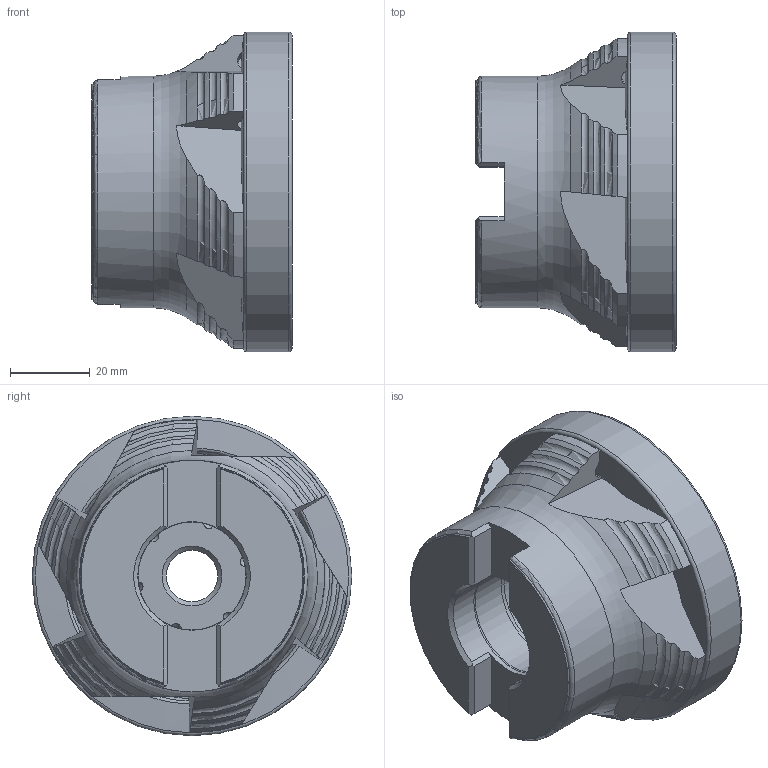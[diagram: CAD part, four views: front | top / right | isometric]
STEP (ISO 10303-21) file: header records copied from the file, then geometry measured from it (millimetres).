
FILE_DESCRIPTION (( 'STEP AP214' ), '1' );
FILE_NAME ('90PP-080-77-6.STEP', '2015-04-22T07:20:16', ( '' ), ( '' ), 'SwSTEP 2.0', 'SolidWorks 2015', '' );
FILE_SCHEMA (( 'AUTOMOTIVE_DESIGN' ));
Length unit declared in the file: millimetre
Products named in the file (1): 90PP-080-77-6
Bounding box: 50.14 x 80.02 x 80.02 mm (x, y, z)
Volume: 145823.1 mm3; surface area: 24885 mm2
Topology: 1 solids, 1 shells, 178 faces, 539 edges, 352 vertices
Faces by surface type: cone 68, plane 53, torus 32, cylinder 25
Full cylindrical faces by diameter (mm): 3 x6, 13 x1, 18.5 x1, 27 x1, 27.15 x1, 27.3 x1, 58 x1, 62.894 x1
Entity records: 7477 total; most frequent: CARTESIAN_POINT 2743, ORIENTED_EDGE 1000, DIRECTION 720, EDGE_CURVE 500, VERTEX_POINT 340, AXIS2_PLACEMENT_3D 323, B_SPLINE_CURVE_WITH_KNOTS 254, EDGE_LOOP 208
